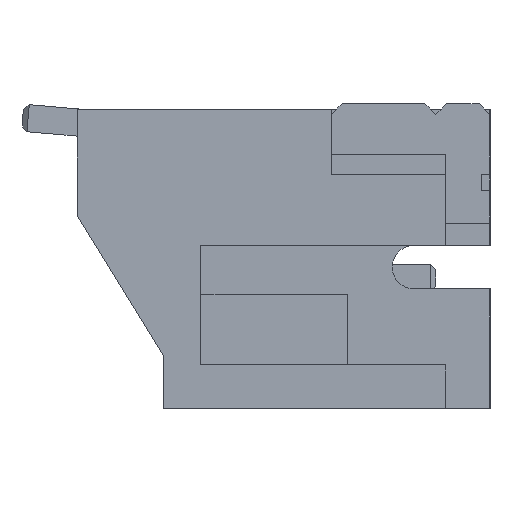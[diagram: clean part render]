
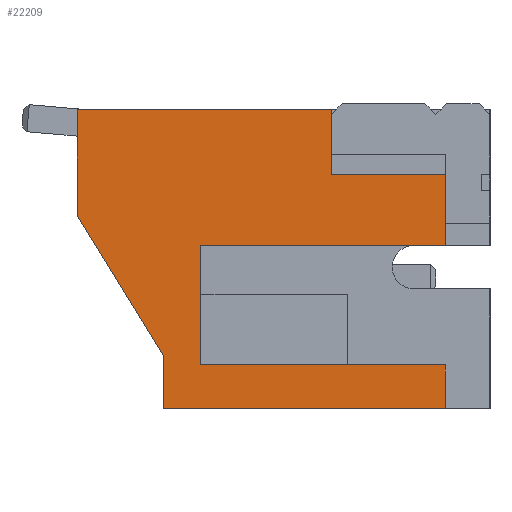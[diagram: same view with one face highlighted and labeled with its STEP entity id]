
A CAD part, left-side view. The second image highlights one B-rep face of the part: STEP entity #22209.
In plain terms, the highlighted planar face has unit normal (-1, 0, 0).
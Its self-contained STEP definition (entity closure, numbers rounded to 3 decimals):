
#479 = DIRECTION ( 'NONE',  ( 1., 0., 0. ) ) ;
#566 = DIRECTION ( 'NONE',  ( 0., 0., 1. ) ) ;
#630 = LINE ( 'NONE', #11314, #955 ) ;
#955 = VECTOR ( 'NONE', #22060, 1000. ) ;
#1096 = EDGE_CURVE ( 'NONE', #31787, #26232, #16139, .T. ) ;
#1416 = CARTESIAN_POINT ( 'NONE',  ( -0.75, 4.81, 3.86 ) ) ;
#1951 = EDGE_CURVE ( 'NONE', #18143, #31646, #25159, .T. ) ;
#2059 = VERTEX_POINT ( 'NONE', #6868 ) ;
#2293 = ORIENTED_EDGE ( 'NONE', *, *, #17641, .T. ) ;
#2298 = CARTESIAN_POINT ( 'NONE',  ( -0.75, 4.81, -0.64 ) ) ;
#2425 = DIRECTION ( 'NONE',  ( 0., -1., 0. ) ) ;
#3630 = FACE_OUTER_BOUND ( 'NONE', #26607, .T. ) ;
#3879 = LINE ( 'NONE', #17354, #29714 ) ;
#3981 = EDGE_CURVE ( 'NONE', #26232, #18143, #29080, .T. ) ;
#4625 = ORIENTED_EDGE ( 'NONE', *, *, #15691, .T. ) ;
#5185 = DIRECTION ( 'NONE',  ( 0., -1., 0. ) ) ;
#6333 = ORIENTED_EDGE ( 'NONE', *, *, #15404, .T. ) ;
#6868 = CARTESIAN_POINT ( 'NONE',  ( -0.75, 0.11, 1.46 ) ) ;
#6900 = VERTEX_POINT ( 'NONE', #30384 ) ;
#7482 = LINE ( 'NONE', #23845, #10085 ) ;
#7488 = ORIENTED_EDGE ( 'NONE', *, *, #17804, .T. ) ;
#8282 = CARTESIAN_POINT ( 'NONE',  ( -0.75, 4.81, 3.86 ) ) ;
#8311 = ORIENTED_EDGE ( 'NONE', *, *, #31428, .T. ) ;
#8546 = DIRECTION ( 'NONE',  ( 0., -1., 0. ) ) ;
#8875 = VECTOR ( 'NONE', #10713, 1000. ) ;
#9000 = CARTESIAN_POINT ( 'NONE',  ( -0.75, 1.31, -0.64 ) ) ;
#9259 = VECTOR ( 'NONE', #20724, 1000. ) ;
#10085 = VECTOR ( 'NONE', #28970, 1000. ) ;
#10175 = LINE ( 'NONE', #15414, #9259 ) ;
#10713 = DIRECTION ( 'NONE',  ( 0., 0., 1. ) ) ;
#10826 = CARTESIAN_POINT ( 'NONE',  ( -0.75, 2.06, 6.14 ) ) ;
#10828 = VERTEX_POINT ( 'NONE', #26732 ) ;
#11158 = CARTESIAN_POINT ( 'NONE',  ( -0.75, 4.66, 4.54 ) ) ;
#11314 = CARTESIAN_POINT ( 'NONE',  ( -0.75, 2.61, 3.86 ) ) ;
#11757 = VECTOR ( 'NONE', #34541, 1000. ) ;
#11891 = EDGE_CURVE ( 'NONE', #6900, #32098, #3879, .T. ) ;
#12622 = LINE ( 'NONE', #2298, #8875 ) ;
#12935 = ORIENTED_EDGE ( 'NONE', *, *, #1096, .T. ) ;
#13188 = ORIENTED_EDGE ( 'NONE', *, *, #20598, .T. ) ;
#13781 = CARTESIAN_POINT ( 'NONE',  ( -0.75, 0.11, 4.54 ) ) ;
#14305 = PLANE ( 'NONE',  #25945 ) ;
#14365 = DIRECTION ( 'NONE',  ( 0., 1., 0. ) ) ;
#15374 = VECTOR ( 'NONE', #566, 1000. ) ;
#15404 = EDGE_CURVE ( 'NONE', #19668, #33253, #29797, .T. ) ;
#15414 = CARTESIAN_POINT ( 'NONE',  ( -0.75, 5.61, -0.64 ) ) ;
#15438 = ORIENTED_EDGE ( 'NONE', *, *, #23389, .T. ) ;
#15621 = CARTESIAN_POINT ( 'NONE',  ( -0.75, 4.66, 4.54 ) ) ;
#15691 = EDGE_CURVE ( 'NONE', #10828, #2059, #28958, .T. ) ;
#16139 = LINE ( 'NONE', #20202, #16425 ) ;
#16425 = VECTOR ( 'NONE', #33624, 1000. ) ;
#16675 = CARTESIAN_POINT ( 'NONE',  ( -0.75, 2.61, -0.64 ) ) ;
#16676 = LINE ( 'NONE', #24650, #15374 ) ;
#17354 = CARTESIAN_POINT ( 'NONE',  ( -0.75, 5.61, -0.64 ) ) ;
#17641 = EDGE_CURVE ( 'NONE', #2059, #31787, #16676, .T. ) ;
#17695 = LINE ( 'NONE', #34310, #23997 ) ;
#17804 = EDGE_CURVE ( 'NONE', #31646, #6900, #10175, .T. ) ;
#17992 = DIRECTION ( 'NONE',  ( 0., -1., 0. ) ) ;
#18143 = VERTEX_POINT ( 'NONE', #11158 ) ;
#19668 = VERTEX_POINT ( 'NONE', #1416 ) ;
#20202 = CARTESIAN_POINT ( 'NONE',  ( -0.75, 2.06, 6.14 ) ) ;
#20598 = EDGE_CURVE ( 'NONE', #32098, #19668, #12622, .T. ) ;
#20640 = CARTESIAN_POINT ( 'NONE',  ( -0.75, 1.31, 1.46 ) ) ;
#20724 = DIRECTION ( 'NONE',  ( 0., 0., -1. ) ) ;
#20877 = CARTESIAN_POINT ( 'NONE',  ( -0.75, 4.81, -0.64 ) ) ;
#20952 = CARTESIAN_POINT ( 'NONE',  ( -0.75, 5.61, 4.54 ) ) ;
#21684 = VECTOR ( 'NONE', #14365, 1000. ) ;
#21832 = CARTESIAN_POINT ( 'NONE',  ( -0.75, 0.11, 6.14 ) ) ;
#22060 = DIRECTION ( 'NONE',  ( 0., 0., -1. ) ) ;
#22103 = VECTOR ( 'NONE', #5185, 1000. ) ;
#22209 = ADVANCED_FACE ( 'NONE', ( #3630 ), #14305, .F. ) ;
#23389 = EDGE_CURVE ( 'NONE', #33565, #10828, #7482, .T. ) ;
#23482 = ORIENTED_EDGE ( 'NONE', *, *, #29126, .T. ) ;
#23845 = CARTESIAN_POINT ( 'NONE',  ( -0.75, 1.31, -0.64 ) ) ;
#23997 = VECTOR ( 'NONE', #2425, 1000. ) ;
#24459 = CARTESIAN_POINT ( 'NONE',  ( -0.75, 5.61, 4.54 ) ) ;
#24650 = CARTESIAN_POINT ( 'NONE',  ( -0.75, 0.11, 4.54 ) ) ;
#25001 = VERTEX_POINT ( 'NONE', #16675 ) ;
#25154 = DIRECTION ( 'NONE',  ( 0., -1., 0. ) ) ;
#25159 = LINE ( 'NONE', #24459, #21684 ) ;
#25945 = AXIS2_PLACEMENT_3D ( 'NONE', #13781, #479, #8546 ) ;
#26232 = VERTEX_POINT ( 'NONE', #10826 ) ;
#26607 = EDGE_LOOP ( 'NONE', ( #7488, #31186, #13188, #6333, #23482, #8311, #15438, #4625, #2293, #12935, #31727, #29598 ) ) ;
#26732 = CARTESIAN_POINT ( 'NONE',  ( -0.75, 1.31, 1.46 ) ) ;
#28334 = VECTOR ( 'NONE', #17992, 1000. ) ;
#28958 = LINE ( 'NONE', #20640, #28334 ) ;
#28970 = DIRECTION ( 'NONE',  ( 0., 0., 1. ) ) ;
#29080 = LINE ( 'NONE', #15621, #11757 ) ;
#29126 = EDGE_CURVE ( 'NONE', #33253, #25001, #630, .T. ) ;
#29468 = CARTESIAN_POINT ( 'NONE',  ( -0.75, 2.61, 3.86 ) ) ;
#29598 = ORIENTED_EDGE ( 'NONE', *, *, #1951, .T. ) ;
#29714 = VECTOR ( 'NONE', #25154, 1000. ) ;
#29797 = LINE ( 'NONE', #8282, #22103 ) ;
#30384 = CARTESIAN_POINT ( 'NONE',  ( -0.75, 5.61, -0.64 ) ) ;
#31186 = ORIENTED_EDGE ( 'NONE', *, *, #11891, .T. ) ;
#31428 = EDGE_CURVE ( 'NONE', #25001, #33565, #17695, .T. ) ;
#31646 = VERTEX_POINT ( 'NONE', #20952 ) ;
#31727 = ORIENTED_EDGE ( 'NONE', *, *, #3981, .T. ) ;
#31787 = VERTEX_POINT ( 'NONE', #21832 ) ;
#32098 = VERTEX_POINT ( 'NONE', #20877 ) ;
#33253 = VERTEX_POINT ( 'NONE', #29468 ) ;
#33565 = VERTEX_POINT ( 'NONE', #9000 ) ;
#33624 = DIRECTION ( 'NONE',  ( 0., 1., 0. ) ) ;
#34310 = CARTESIAN_POINT ( 'NONE',  ( -0.75, 2.61, -0.64 ) ) ;
#34541 = DIRECTION ( 'NONE',  ( 0., 0.852, -0.524 ) ) ;
